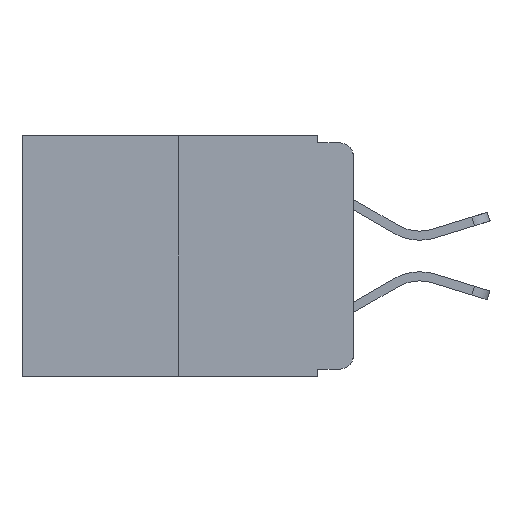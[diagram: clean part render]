
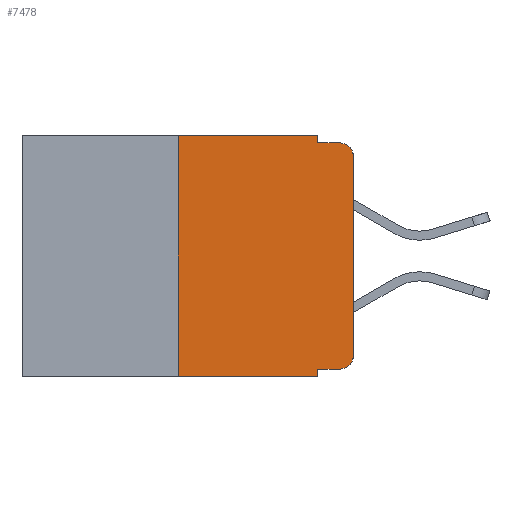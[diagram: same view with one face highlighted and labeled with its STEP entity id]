
A CAD part, left-side view. The second image highlights one B-rep face of the part: STEP entity #7478.
In plain terms, the highlighted planar face has unit normal (-1, 0, 0).
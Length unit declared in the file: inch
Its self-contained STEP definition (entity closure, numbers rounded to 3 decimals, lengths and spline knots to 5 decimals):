
#216 = ORIENTED_EDGE ( 'NONE', *, *, #13193, .F. ) ;
#403 = AXIS2_PLACEMENT_3D ( 'NONE', #17486, #15554, #3510 ) ;
#660 = CARTESIAN_POINT ( 'NONE',  ( 0., 0.25, 0. ) ) ;
#777 = ORIENTED_EDGE ( 'NONE', *, *, #10085, .T. ) ;
#846 = CARTESIAN_POINT ( 'NONE',  ( 0., 0., 0. ) ) ;
#1115 = VERTEX_POINT ( 'NONE', #17471 ) ;
#1301 = AXIS2_PLACEMENT_3D ( 'NONE', #14024, #1914, #16055 ) ;
#1405 = PLANE ( 'NONE',  #403 ) ;
#1567 = LINE ( 'NONE', #22007, #22325 ) ;
#1720 = LINE ( 'NONE', #23130, #6601 ) ;
#1797 = VERTEX_POINT ( 'NONE', #21951 ) ;
#1837 = EDGE_CURVE ( 'NONE', #4269, #23650, #7201, .T. ) ;
#1903 = VERTEX_POINT ( 'NONE', #18170 ) ;
#1914 = DIRECTION ( 'NONE',  ( -1., 0., 0. ) ) ;
#2188 = CARTESIAN_POINT ( 'NONE',  ( 0., 0.473, 0. ) ) ;
#2312 = CIRCLE ( 'NONE', #1301, 0.02 ) ;
#3510 = DIRECTION ( 'NONE',  ( 0., 0., -1. ) ) ;
#3514 = LINE ( 'NONE', #10476, #24120 ) ;
#3600 = CARTESIAN_POINT ( 'NONE',  ( 0., 0.051, -0.333 ) ) ;
#4219 = VERTEX_POINT ( 'NONE', #24805 ) ;
#4269 = VERTEX_POINT ( 'NONE', #14566 ) ;
#4274 = VECTOR ( 'NONE', #8405, 39.37008 ) ;
#4874 = CARTESIAN_POINT ( 'NONE',  ( 0., 0.02, -0.313 ) ) ;
#6017 = CIRCLE ( 'NONE', #14843, 0.02 ) ;
#6601 = VECTOR ( 'NONE', #17190, 39.37008 ) ;
#6920 = DIRECTION ( 'NONE',  ( 0., 0., -1. ) ) ;
#6991 = CARTESIAN_POINT ( 'NONE',  ( 0., 0.051, 0. ) ) ;
#7201 = LINE ( 'NONE', #20640, #17186 ) ;
#7478 = ADVANCED_FACE ( 'NONE', ( #10134 ), #1405, .F. ) ;
#7571 = EDGE_CURVE ( 'NONE', #22669, #18603, #8246, .T. ) ;
#7888 = EDGE_CURVE ( 'NONE', #1797, #4219, #6017, .T. ) ;
#8246 = LINE ( 'NONE', #9837, #23431 ) ;
#8405 = DIRECTION ( 'NONE',  ( 0., -1., 0. ) ) ;
#9140 = DIRECTION ( 'NONE',  ( 0., 0., 1. ) ) ;
#9166 = ORIENTED_EDGE ( 'NONE', *, *, #10559, .T. ) ;
#9226 = ORIENTED_EDGE ( 'NONE', *, *, #19902, .F. ) ;
#9460 = VECTOR ( 'NONE', #9140, 39.37008 ) ;
#9837 = CARTESIAN_POINT ( 'NONE',  ( 0., 0.473, -0.343 ) ) ;
#9906 = ORIENTED_EDGE ( 'NONE', *, *, #7888, .T. ) ;
#10085 = EDGE_CURVE ( 'NONE', #1903, #23650, #2312, .T. ) ;
#10134 = FACE_OUTER_BOUND ( 'NONE', #21297, .T. ) ;
#10476 = CARTESIAN_POINT ( 'NONE',  ( 0., 0.051, -0.333 ) ) ;
#10559 = EDGE_CURVE ( 'NONE', #20536, #1797, #3514, .T. ) ;
#10560 = DIRECTION ( 'NONE',  ( 0., -1., 0. ) ) ;
#12247 = ORIENTED_EDGE ( 'NONE', *, *, #7571, .T. ) ;
#12708 = EDGE_CURVE ( 'NONE', #4219, #1903, #20652, .T. ) ;
#13114 = LINE ( 'NONE', #2188, #4274 ) ;
#13193 = EDGE_CURVE ( 'NONE', #20536, #18603, #14690, .T. ) ;
#13502 = EDGE_CURVE ( 'NONE', #20907, #1115, #13114, .T. ) ;
#13795 = DIRECTION ( 'NONE',  ( 0., -1., 0. ) ) ;
#14024 = CARTESIAN_POINT ( 'NONE',  ( 0., 0.02, -0.03 ) ) ;
#14566 = CARTESIAN_POINT ( 'NONE',  ( 0., 0.051, -0.01 ) ) ;
#14690 = LINE ( 'NONE', #6991, #19386 ) ;
#14843 = AXIS2_PLACEMENT_3D ( 'NONE', #4874, #18858, #6920 ) ;
#15472 = ORIENTED_EDGE ( 'NONE', *, *, #22539, .F. ) ;
#15554 = DIRECTION ( 'NONE',  ( 1., 0., 0. ) ) ;
#16055 = DIRECTION ( 'NONE',  ( 0., 0., -1. ) ) ;
#16591 = ORIENTED_EDGE ( 'NONE', *, *, #13502, .F. ) ;
#17186 = VECTOR ( 'NONE', #17251, 39.37008 ) ;
#17190 = DIRECTION ( 'NONE',  ( 0., 0., 1. ) ) ;
#17251 = DIRECTION ( 'NONE',  ( 0., -1., 0. ) ) ;
#17471 = CARTESIAN_POINT ( 'NONE',  ( 0., 0.051, 0. ) ) ;
#17486 = CARTESIAN_POINT ( 'NONE',  ( 0., 0.473, 0. ) ) ;
#18052 = DIRECTION ( 'NONE',  ( 0., 0., -1. ) ) ;
#18170 = CARTESIAN_POINT ( 'NONE',  ( 0., 0., -0.03 ) ) ;
#18477 = CARTESIAN_POINT ( 'NONE',  ( 0., 0.25, -0.343 ) ) ;
#18603 = VERTEX_POINT ( 'NONE', #23515 ) ;
#18858 = DIRECTION ( 'NONE',  ( -1., 0., 0. ) ) ;
#19386 = VECTOR ( 'NONE', #24745, 39.37008 ) ;
#19902 = EDGE_CURVE ( 'NONE', #22669, #20907, #1720, .T. ) ;
#20000 = ORIENTED_EDGE ( 'NONE', *, *, #12708, .T. ) ;
#20536 = VERTEX_POINT ( 'NONE', #3600 ) ;
#20640 = CARTESIAN_POINT ( 'NONE',  ( 0., 0.051, -0.01 ) ) ;
#20652 = LINE ( 'NONE', #846, #9460 ) ;
#20907 = VERTEX_POINT ( 'NONE', #660 ) ;
#21297 = EDGE_LOOP ( 'NONE', ( #20000, #777, #24882, #15472, #16591, #9226, #12247, #216, #9166, #9906 ) ) ;
#21625 = CARTESIAN_POINT ( 'NONE',  ( 0., 0.02, -0.01 ) ) ;
#21951 = CARTESIAN_POINT ( 'NONE',  ( 0., 0.02, -0.333 ) ) ;
#22007 = CARTESIAN_POINT ( 'NONE',  ( 0., 0.051, 0. ) ) ;
#22325 = VECTOR ( 'NONE', #18052, 39.37008 ) ;
#22539 = EDGE_CURVE ( 'NONE', #1115, #4269, #1567, .T. ) ;
#22669 = VERTEX_POINT ( 'NONE', #18477 ) ;
#23130 = CARTESIAN_POINT ( 'NONE',  ( 0., 0.25, 0. ) ) ;
#23431 = VECTOR ( 'NONE', #13795, 39.37008 ) ;
#23515 = CARTESIAN_POINT ( 'NONE',  ( 0., 0.051, -0.343 ) ) ;
#23650 = VERTEX_POINT ( 'NONE', #21625 ) ;
#24120 = VECTOR ( 'NONE', #10560, 39.37008 ) ;
#24745 = DIRECTION ( 'NONE',  ( 0., 0., -1. ) ) ;
#24805 = CARTESIAN_POINT ( 'NONE',  ( 0., 0., -0.313 ) ) ;
#24882 = ORIENTED_EDGE ( 'NONE', *, *, #1837, .F. ) ;
